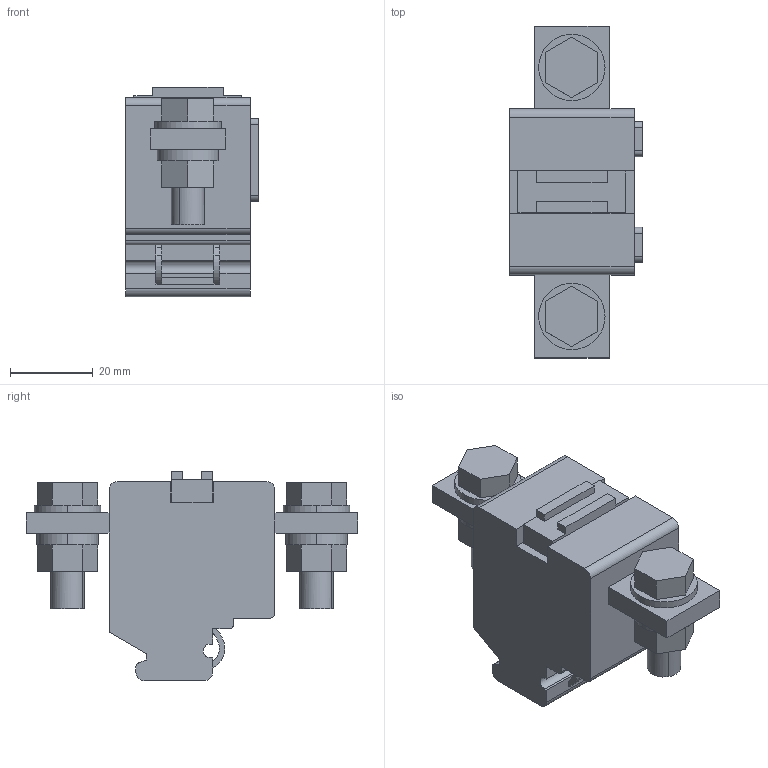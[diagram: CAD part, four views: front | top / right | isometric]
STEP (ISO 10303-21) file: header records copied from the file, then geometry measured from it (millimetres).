
FILE_DESCRIPTION(('Open CASCADE Model'),'2;1');
FILE_NAME ('001119-4_0', '2026-01-14T10:57:01', ('Author'), ('Weidmueller'), 'Open CASCADE STEP processor 7.8', 'Open CASCADE 7.8', 'none');
FILE_SCHEMA(('AUTOMOTIVE_DESIGN { 1 0 10303 214 1 1 1 1 }'));
Length unit declared in the file: millimetre
Products named in the file (1): 0170420000
Bounding box: 32 x 80 x 50.5 mm (x, y, z)
Volume: 58697.7 mm3; surface area: 13342.7 mm2
Topology: 1 solids, 1 shells, 135 faces, 363 edges, 242 vertices
Faces by surface type: plane 97, cylinder 38
Entity records: 5547 total; most frequent: CARTESIAN_POINT 833, ORIENTED_EDGE 726, DIRECTION 703, EDGE_CURVE 363, LINE 287, VECTOR 287, VERTEX_POINT 242, AXIS2_PLACEMENT_3D 208
